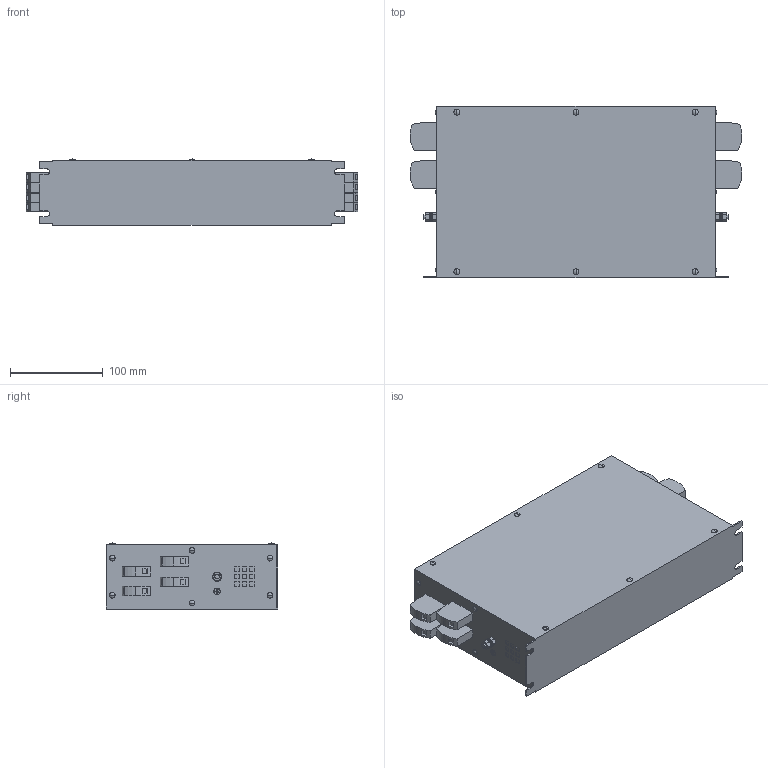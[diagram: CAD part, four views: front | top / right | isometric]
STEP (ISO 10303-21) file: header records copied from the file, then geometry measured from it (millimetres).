
FILE_DESCRIPTION (( 'STEP AP214' ), '1' );
FILE_NAME ('795351.STEP', '2024-08-16T10:36:15', ( '' ), ( '' ), 'SwSTEP 2.0', 'SolidWorks 2022', '' );
FILE_SCHEMA (( 'AUTOMOTIVE_DESIGN' ));
Length unit declared in the file: millimetre
Products named in the file (1): 795351
Bounding box: 358.06 x 185.05 x 71.27 mm (x, y, z)
Volume: 3947965.6 mm3; surface area: 204109.1 mm2
Topology: 1 solids, 1 shells, 971 faces, 2332 edges, 1550 vertices
Faces by surface type: plane 831, cylinder 104, sphere 36
Entity records: 28368 total; most frequent: CARTESIAN_POINT 5366, ORIENTED_EDGE 4664, DIRECTION 4540, EDGE_CURVE 2332, LINE 2036, VECTOR 2036, VERTEX_POINT 1550, AXIS2_PLACEMENT_3D 1252
